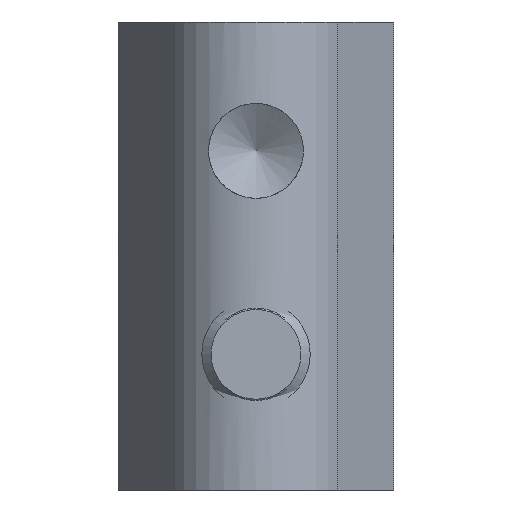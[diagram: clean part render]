
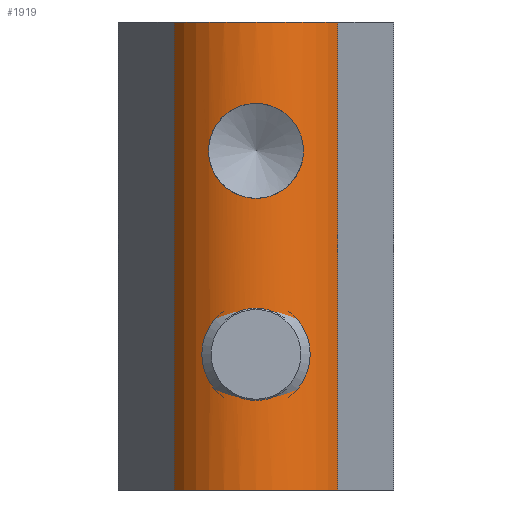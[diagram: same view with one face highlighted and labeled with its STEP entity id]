
A CAD part, front view. The second image highlights one B-rep face of the part: STEP entity #1919.
In plain terms, the highlighted cylindrical face has radius 7 mm (diameter 14 mm), a partial arc.
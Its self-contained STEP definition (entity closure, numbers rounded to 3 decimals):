
#99=LINE('',#2595,#195);
#101=LINE('',#2601,#197);
#195=VECTOR('',#2170,34.5);
#197=VECTOR('',#2176,34.5);
#345=FACE_BOUND('',#511,.T.);
#346=FACE_BOUND('',#512,.T.);
#368=CIRCLE('',#2029,7.);
#369=CIRCLE('',#2030,7.);
#408=FACE_OUTER_BOUND('',#510,.T.);
#510=EDGE_LOOP('',(#1312,#1313,#1314,#1315));
#511=EDGE_LOOP('',(#1316,#1317));
#512=EDGE_LOOP('',(#1318,#1319));
#625=B_SPLINE_CURVE_WITH_KNOTS('',3,(#2494,#2495,#2496,#2497,#2498,#2499,
#2500,#2501,#2502,#2503,#2504,#2505,#2506,#2507,#2508,#2509,#2510,#2511),
 .UNSPECIFIED.,.F.,.F.,(4,2,2,2,2,2,2,2,4),(0.522,0.652,
0.783,0.914,1.044,1.175,1.306,
1.436,1.566),.UNSPECIFIED.);
#626=B_SPLINE_CURVE_WITH_KNOTS('',3,(#2512,#2513,#2514,#2515,#2516,#2517,
#2518,#2519,#2520,#2521,#2522,#2523,#2524,#2525,#2526,#2527,#2528,#2529,
#2530),.UNSPECIFIED.,.F.,.F.,(4,2,2,2,3,2,2,2,4),(-0.522,-0.392,
-0.261,-0.131,0.,0.131,0.261,
0.392,0.522),.UNSPECIFIED.);
#627=B_SPLINE_CURVE_WITH_KNOTS('',3,(#2539,#2540,#2541,#2542,#2543,#2544,
#2545,#2546,#2547,#2548,#2549,#2550,#2551,#2552,#2553,#2554,#2555,#2556),
 .UNSPECIFIED.,.F.,.F.,(4,2,2,2,2,2,2,2,4),(0.538,0.672,
0.807,0.942,1.076,1.211,1.346,
1.48,1.614),.UNSPECIFIED.);
#628=B_SPLINE_CURVE_WITH_KNOTS('',3,(#2557,#2558,#2559,#2560,#2561,#2562,
#2563,#2564,#2565,#2566,#2567,#2568,#2569,#2570,#2571,#2572,#2573,#2574,
#2575),.UNSPECIFIED.,.F.,.F.,(4,2,2,2,3,2,2,2,4),(-0.538,-0.404,
-0.269,-0.135,0.,0.135,
0.269,0.404,0.538),.UNSPECIFIED.);
#766=VERTEX_POINT('',#2492);
#767=VERTEX_POINT('',#2493);
#770=VERTEX_POINT('',#2537);
#771=VERTEX_POINT('',#2538);
#778=VERTEX_POINT('',#2592);
#779=VERTEX_POINT('',#2594);
#780=VERTEX_POINT('',#2598);
#781=VERTEX_POINT('',#2600);
#990=EDGE_CURVE('',#766,#767,#625,.T.);
#991=EDGE_CURVE('',#767,#766,#626,.T.);
#994=EDGE_CURVE('',#770,#771,#627,.T.);
#995=EDGE_CURVE('',#771,#770,#628,.T.);
#1004=EDGE_CURVE('',#779,#778,#99,.T.);
#1006=EDGE_CURVE('',#778,#780,#368,.T.);
#1007=EDGE_CURVE('',#781,#780,#101,.T.);
#1008=EDGE_CURVE('',#779,#781,#369,.T.);
#1312=ORIENTED_EDGE('',*,*,#1006,.T.);
#1313=ORIENTED_EDGE('',*,*,#1007,.F.);
#1314=ORIENTED_EDGE('',*,*,#1008,.F.);
#1315=ORIENTED_EDGE('',*,*,#1004,.T.);
#1316=ORIENTED_EDGE('',*,*,#991,.T.);
#1317=ORIENTED_EDGE('',*,*,#990,.T.);
#1318=ORIENTED_EDGE('',*,*,#995,.T.);
#1319=ORIENTED_EDGE('',*,*,#994,.T.);
#1901=CYLINDRICAL_SURFACE('',#2028,7.);
#1919=ADVANCED_FACE('',(#408,#345,#346),#1901,.T.);
#2028=AXIS2_PLACEMENT_3D('',#2597,#2172,#2173);
#2029=AXIS2_PLACEMENT_3D('',#2599,#2174,#2175);
#2030=AXIS2_PLACEMENT_3D('',#2602,#2177,#2178);
#2170=DIRECTION('',(0.,0.,-1.));
#2172=DIRECTION('center_axis',(0.,0.,-1.));
#2173=DIRECTION('ref_axis',(-1.,0.,0.));
#2174=DIRECTION('center_axis',(0.,0.,1.));
#2175=DIRECTION('ref_axis',(1.,0.,0.));
#2176=DIRECTION('',(0.,0.,-1.));
#2177=DIRECTION('center_axis',(0.,0.,1.));
#2178=DIRECTION('ref_axis',(1.,0.,0.));
#2492=CARTESIAN_POINT('',(0.,0.,
-10.65));
#2493=CARTESIAN_POINT('',(0.,0.,
-3.85));
#2494=CARTESIAN_POINT('Ctrl Pts',(0.,0.,
-10.65));
#2495=CARTESIAN_POINT('Ctrl Pts',(-0.435,0.,
-10.65));
#2496=CARTESIAN_POINT('Ctrl Pts',(-0.893,0.044,
-10.562));
#2497=CARTESIAN_POINT('Ctrl Pts',(-1.729,0.204,-10.212));
#2498=CARTESIAN_POINT('Ctrl Pts',(-2.107,0.317,-9.952));
#2499=CARTESIAN_POINT('Ctrl Pts',(-2.702,0.535,-9.356));
#2500=CARTESIAN_POINT('Ctrl Pts',(-2.963,0.655,-8.979));
#2501=CARTESIAN_POINT('Ctrl Pts',(-3.311,0.83,-8.144));
#2502=CARTESIAN_POINT('Ctrl Pts',(-3.4,0.881,-7.686));
#2503=CARTESIAN_POINT('Ctrl Pts',(-3.4,0.881,-6.814));
#2504=CARTESIAN_POINT('Ctrl Pts',(-3.311,0.83,-6.356));
#2505=CARTESIAN_POINT('Ctrl Pts',(-2.963,0.655,-5.521));
#2506=CARTESIAN_POINT('Ctrl Pts',(-2.702,0.535,-5.144));
#2507=CARTESIAN_POINT('Ctrl Pts',(-2.107,0.317,-4.548));
#2508=CARTESIAN_POINT('Ctrl Pts',(-1.729,0.204,-4.288));
#2509=CARTESIAN_POINT('Ctrl Pts',(-0.893,0.044,
-3.938));
#2510=CARTESIAN_POINT('Ctrl Pts',(-0.435,0.,
-3.85));
#2511=CARTESIAN_POINT('Ctrl Pts',(0.,0.,
-3.85));
#2512=CARTESIAN_POINT('Ctrl Pts',(0.,0.,-3.85));
#2513=CARTESIAN_POINT('Ctrl Pts',(0.435,0.,
-3.85));
#2514=CARTESIAN_POINT('Ctrl Pts',(0.893,0.044,
-3.938));
#2515=CARTESIAN_POINT('Ctrl Pts',(1.729,0.204,-4.288));
#2516=CARTESIAN_POINT('Ctrl Pts',(2.107,0.317,-4.548));
#2517=CARTESIAN_POINT('Ctrl Pts',(2.702,0.535,-5.144));
#2518=CARTESIAN_POINT('Ctrl Pts',(2.963,0.655,-5.521));
#2519=CARTESIAN_POINT('Ctrl Pts',(3.311,0.83,-6.356));
#2520=CARTESIAN_POINT('Ctrl Pts',(3.4,0.881,-6.814));
#2521=CARTESIAN_POINT('Ctrl Pts',(3.4,0.881,-7.25));
#2522=CARTESIAN_POINT('Ctrl Pts',(3.4,0.881,-7.686));
#2523=CARTESIAN_POINT('Ctrl Pts',(3.311,0.83,-8.144));
#2524=CARTESIAN_POINT('Ctrl Pts',(2.963,0.655,-8.979));
#2525=CARTESIAN_POINT('Ctrl Pts',(2.702,0.535,-9.356));
#2526=CARTESIAN_POINT('Ctrl Pts',(2.107,0.317,-9.952));
#2527=CARTESIAN_POINT('Ctrl Pts',(1.729,0.204,-10.212));
#2528=CARTESIAN_POINT('Ctrl Pts',(0.893,0.044,
-10.562));
#2529=CARTESIAN_POINT('Ctrl Pts',(0.435,0.,
-10.65));
#2530=CARTESIAN_POINT('Ctrl Pts',(0.,0.,
-10.65));
#2537=CARTESIAN_POINT('',(0.,0.,
4.25));
#2538=CARTESIAN_POINT('',(0.,0.,
11.25));
#2539=CARTESIAN_POINT('Ctrl Pts',(0.,0.,
4.25));
#2540=CARTESIAN_POINT('Ctrl Pts',(-0.448,0.,
4.25));
#2541=CARTESIAN_POINT('Ctrl Pts',(-0.92,0.047,
4.341));
#2542=CARTESIAN_POINT('Ctrl Pts',(-1.781,0.216,4.701));
#2543=CARTESIAN_POINT('Ctrl Pts',(-2.169,0.336,4.969));
#2544=CARTESIAN_POINT('Ctrl Pts',(-2.782,0.568,5.582));
#2545=CARTESIAN_POINT('Ctrl Pts',(-3.049,0.696,5.97));
#2546=CARTESIAN_POINT('Ctrl Pts',(-3.409,0.883,6.829));
#2547=CARTESIAN_POINT('Ctrl Pts',(-3.5,0.938,7.301));
#2548=CARTESIAN_POINT('Ctrl Pts',(-3.5,0.938,8.199));
#2549=CARTESIAN_POINT('Ctrl Pts',(-3.409,0.883,8.671));
#2550=CARTESIAN_POINT('Ctrl Pts',(-3.049,0.696,9.53));
#2551=CARTESIAN_POINT('Ctrl Pts',(-2.782,0.568,9.918));
#2552=CARTESIAN_POINT('Ctrl Pts',(-2.169,0.336,10.531));
#2553=CARTESIAN_POINT('Ctrl Pts',(-1.781,0.216,10.799));
#2554=CARTESIAN_POINT('Ctrl Pts',(-0.92,0.047,
11.159));
#2555=CARTESIAN_POINT('Ctrl Pts',(-0.448,0.,
11.25));
#2556=CARTESIAN_POINT('Ctrl Pts',(0.,0.,
11.25));
#2557=CARTESIAN_POINT('Ctrl Pts',(0.,0.,
11.25));
#2558=CARTESIAN_POINT('Ctrl Pts',(0.448,0.,
11.25));
#2559=CARTESIAN_POINT('Ctrl Pts',(0.92,0.047,
11.159));
#2560=CARTESIAN_POINT('Ctrl Pts',(1.781,0.216,10.799));
#2561=CARTESIAN_POINT('Ctrl Pts',(2.169,0.336,10.531));
#2562=CARTESIAN_POINT('Ctrl Pts',(2.782,0.568,9.918));
#2563=CARTESIAN_POINT('Ctrl Pts',(3.049,0.696,9.53));
#2564=CARTESIAN_POINT('Ctrl Pts',(3.409,0.883,8.671));
#2565=CARTESIAN_POINT('Ctrl Pts',(3.5,0.938,8.199));
#2566=CARTESIAN_POINT('Ctrl Pts',(3.5,0.938,7.75));
#2567=CARTESIAN_POINT('Ctrl Pts',(3.5,0.938,7.301));
#2568=CARTESIAN_POINT('Ctrl Pts',(3.409,0.883,6.829));
#2569=CARTESIAN_POINT('Ctrl Pts',(3.049,0.696,5.97));
#2570=CARTESIAN_POINT('Ctrl Pts',(2.782,0.568,5.582));
#2571=CARTESIAN_POINT('Ctrl Pts',(2.169,0.336,4.969));
#2572=CARTESIAN_POINT('Ctrl Pts',(1.781,0.216,4.701));
#2573=CARTESIAN_POINT('Ctrl Pts',(0.92,0.047,
4.341));
#2574=CARTESIAN_POINT('Ctrl Pts',(0.448,0.,
4.25));
#2575=CARTESIAN_POINT('Ctrl Pts',(0.,0.,
4.25));
#2592=CARTESIAN_POINT('',(-6.023,3.432,-17.25));
#2594=CARTESIAN_POINT('',(-6.023,3.432,17.25));
#2595=CARTESIAN_POINT('',(-6.023,3.432,17.25));
#2597=CARTESIAN_POINT('Origin',(0.,7.,17.25));
#2598=CARTESIAN_POINT('',(6.023,3.432,-17.25));
#2599=CARTESIAN_POINT('Origin',(0.,7.,-17.25));
#2600=CARTESIAN_POINT('',(6.023,3.432,17.25));
#2601=CARTESIAN_POINT('',(6.023,3.432,17.25));
#2602=CARTESIAN_POINT('Origin',(0.,7.,17.25));
